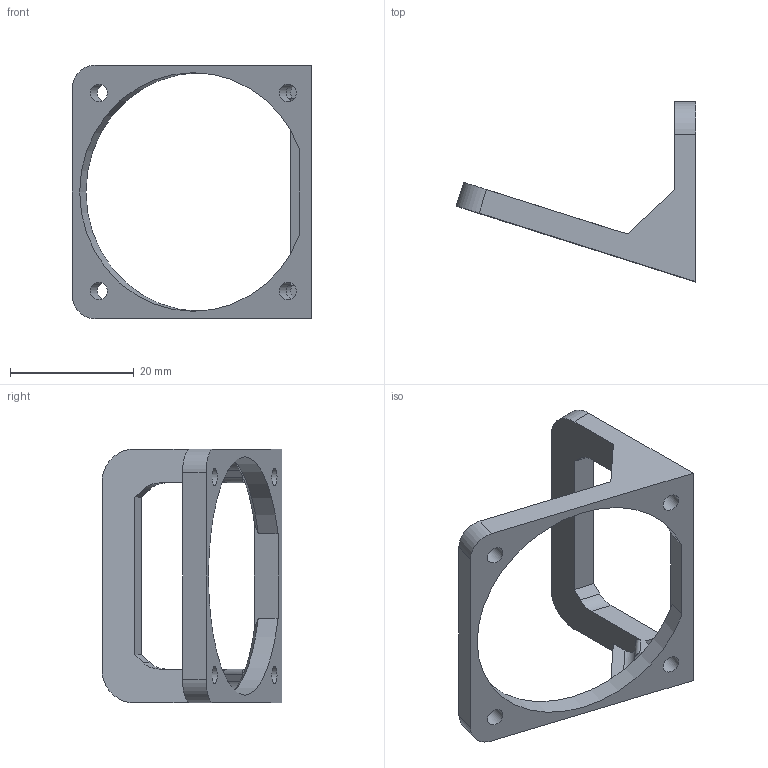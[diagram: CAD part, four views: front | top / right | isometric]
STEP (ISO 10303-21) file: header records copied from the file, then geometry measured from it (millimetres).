
FILE_DESCRIPTION(/* description */ (''),/* implementation_level */ '2;1');
FILE_NAME(/* name */ 'PSU Fan Bracket.step',/* time_stamp */ '2024-08-19T15:25:11Z',/* author */ (''),/* organization */ (''),/* preprocessor_version */ 'ST-DEVELOPER v20',/* originating_system */ 'Autodesk Translation Framework v13.14.0.145',/* authorisation */ '');
FILE_SCHEMA (('AUTOMOTIVE_DESIGN { 1 0 10303 214 3 1 1 }'));
Length unit declared in the file: millimetre
Products named in the file (1): (Unsaved)
Bounding box: 38.64 x 29.02 x 41 mm (x, y, z)
Volume: 3402.6 mm3; surface area: 3604.9 mm2
Topology: 1 solids, 1 shells, 47 faces, 141 edges, 92 vertices
Faces by surface type: plane 25, cylinder 17, cone 5
Full cylindrical faces by diameter (mm): 2.87 x4
Entity records: 1652 total; most frequent: CARTESIAN_POINT 293, ORIENTED_EDGE 282, DIRECTION 278, EDGE_CURVE 141, AXIS2_PLACEMENT_3D 95, VERTEX_POINT 92, LINE 88, VECTOR 88
